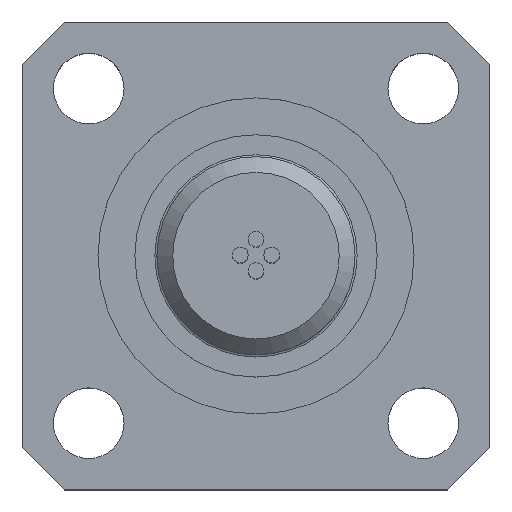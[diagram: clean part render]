
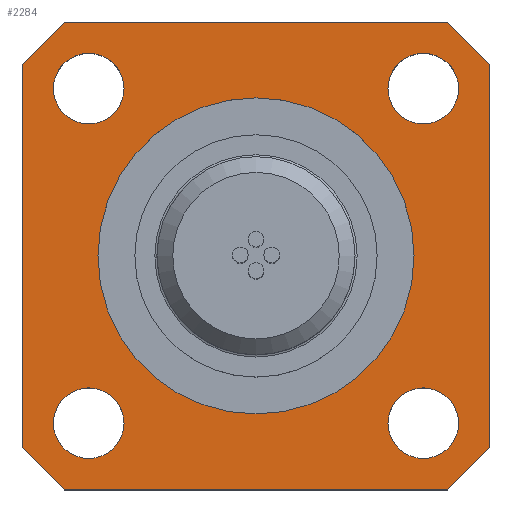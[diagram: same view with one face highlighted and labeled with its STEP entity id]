
A CAD part, top view. The second image highlights one B-rep face of the part: STEP entity #2284.
In plain terms, the highlighted planar face has unit normal (0, 0, 1).
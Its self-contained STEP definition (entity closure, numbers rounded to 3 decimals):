
#133=LINE($,#3147,#309);
#139=LINE($,#3158,#315);
#146=LINE($,#3184,#322);
#149=LINE($,#3189,#325);
#151=LINE($,#3193,#327);
#153=LINE($,#3197,#329);
#155=LINE($,#3200,#331);
#156=LINE($,#3201,#332);
#309=VECTOR($,#2631,5.657);
#315=VECTOR($,#2639,36.4);
#322=VECTOR($,#2660,5.657);
#325=VECTOR($,#2665,36.4);
#327=VECTOR($,#2669,5.657);
#329=VECTOR($,#2673,5.657);
#331=VECTOR($,#2677,36.4);
#332=VECTOR($,#2678,36.4);
#496=PLANE($,#2450);
#568=FACE_BOUND($,#798,.T.);
#569=FACE_BOUND($,#799,.T.);
#570=FACE_BOUND($,#800,.T.);
#571=FACE_BOUND($,#801,.T.);
#572=FACE_BOUND($,#802,.T.);
#643=FACE_OUTER_BOUND($,#797,.T.);
#797=EDGE_LOOP($,(#1633,#1634,#1635,#1636,#1637,#1638,#1639,#1640));
#798=EDGE_LOOP($,(#1641));
#799=EDGE_LOOP($,(#1642));
#800=EDGE_LOOP($,(#1643));
#801=EDGE_LOOP($,(#1644));
#802=EDGE_LOOP($,(#1645));
#1001=CIRCLE($,#2451,15.);
#1002=CIRCLE($,#2452,3.35);
#1003=CIRCLE($,#2453,3.35);
#1004=CIRCLE($,#2454,3.35);
#1005=CIRCLE($,#2455,3.35);
#1057=VERTEX_POINT($,#3145);
#1058=VERTEX_POINT($,#3146);
#1062=VERTEX_POINT($,#3156);
#1073=VERTEX_POINT($,#3182);
#1074=VERTEX_POINT($,#3183);
#1075=VERTEX_POINT($,#3188);
#1076=VERTEX_POINT($,#3192);
#1077=VERTEX_POINT($,#3196);
#1078=VERTEX_POINT($,#3202);
#1079=VERTEX_POINT($,#3204);
#1080=VERTEX_POINT($,#3206);
#1081=VERTEX_POINT($,#3208);
#1082=VERTEX_POINT($,#3210);
#1282=EDGE_CURVE($,#1057,#1058,#133,.T.);
#1288=EDGE_CURVE($,#1062,#1057,#139,.T.);
#1300=EDGE_CURVE($,#1073,#1074,#146,.T.);
#1303=EDGE_CURVE($,#1074,#1075,#149,.T.);
#1305=EDGE_CURVE($,#1075,#1076,#151,.T.);
#1307=EDGE_CURVE($,#1077,#1062,#153,.T.);
#1309=EDGE_CURVE($,#1076,#1077,#155,.T.);
#1310=EDGE_CURVE($,#1058,#1073,#156,.T.);
#1311=EDGE_CURVE($,#1078,#1078,#1001,.T.);
#1312=EDGE_CURVE($,#1079,#1079,#1002,.T.);
#1313=EDGE_CURVE($,#1080,#1080,#1003,.T.);
#1314=EDGE_CURVE($,#1081,#1081,#1004,.T.);
#1315=EDGE_CURVE($,#1082,#1082,#1005,.T.);
#1633=ORIENTED_EDGE($,*,*,#1282,.F.);
#1634=ORIENTED_EDGE($,*,*,#1288,.F.);
#1635=ORIENTED_EDGE($,*,*,#1307,.F.);
#1636=ORIENTED_EDGE($,*,*,#1309,.F.);
#1637=ORIENTED_EDGE($,*,*,#1305,.F.);
#1638=ORIENTED_EDGE($,*,*,#1303,.F.);
#1639=ORIENTED_EDGE($,*,*,#1300,.F.);
#1640=ORIENTED_EDGE($,*,*,#1310,.F.);
#1641=ORIENTED_EDGE($,*,*,#1311,.T.);
#1642=ORIENTED_EDGE($,*,*,#1312,.T.);
#1643=ORIENTED_EDGE($,*,*,#1313,.T.);
#1644=ORIENTED_EDGE($,*,*,#1314,.T.);
#1645=ORIENTED_EDGE($,*,*,#1315,.T.);
#2284=ADVANCED_FACE($,(#643,#568,#569,#570,#571,#572),#496,.T.);
#2450=AXIS2_PLACEMENT_3D($,#3199,#2675,#2676);
#2451=AXIS2_PLACEMENT_3D($,#3203,#2679,#2680);
#2452=AXIS2_PLACEMENT_3D($,#3205,#2681,#2682);
#2453=AXIS2_PLACEMENT_3D($,#3207,#2683,#2684);
#2454=AXIS2_PLACEMENT_3D($,#3209,#2685,#2686);
#2455=AXIS2_PLACEMENT_3D($,#3211,#2687,#2688);
#2631=DIRECTION($,(0.707,0.707,0.));
#2639=DIRECTION($,(0.,1.,0.));
#2660=DIRECTION($,(0.707,-0.707,0.));
#2665=DIRECTION($,(0.,-1.,0.));
#2669=DIRECTION($,(-0.707,-0.707,0.));
#2673=DIRECTION($,(-0.707,0.707,0.));
#2675=DIRECTION('center_axis',(0.,0.,1.));
#2676=DIRECTION('ref_axis',(1.,0.,0.));
#2677=DIRECTION($,(-1.,0.,0.));
#2678=DIRECTION($,(1.,0.,0.));
#2679=DIRECTION('center_axis',(0.,0.,-1.));
#2680=DIRECTION('ref_axis',(-1.,0.,0.));
#2681=DIRECTION('center_axis',(0.,0.,-1.));
#2682=DIRECTION('ref_axis',(1.,0.,0.));
#2683=DIRECTION('center_axis',(0.,0.,-1.));
#2684=DIRECTION('ref_axis',(0.,1.,0.));
#2685=DIRECTION('center_axis',(0.,0.,-1.));
#2686=DIRECTION('ref_axis',(-1.,0.,0.));
#2687=DIRECTION('center_axis',(0.,0.,-1.));
#2688=DIRECTION('ref_axis',(0.,-1.,0.));
#3145=CARTESIAN_POINT('',(-22.2,18.2,9.5));
#3146=CARTESIAN_POINT('',(-18.2,22.2,9.5));
#3147=CARTESIAN_POINT($,(-20.2,20.2,9.5));
#3156=CARTESIAN_POINT('',(-22.2,-18.2,9.5));
#3158=CARTESIAN_POINT($,(-22.2,-22.2,9.5));
#3182=CARTESIAN_POINT('',(18.2,22.2,9.5));
#3183=CARTESIAN_POINT('',(22.2,18.2,9.5));
#3184=CARTESIAN_POINT($,(20.2,20.2,9.5));
#3188=CARTESIAN_POINT('',(22.2,-18.2,9.5));
#3189=CARTESIAN_POINT($,(22.2,22.2,9.5));
#3192=CARTESIAN_POINT('',(18.2,-22.2,9.5));
#3193=CARTESIAN_POINT($,(20.2,-20.2,9.5));
#3196=CARTESIAN_POINT('',(-18.2,-22.2,9.5));
#3197=CARTESIAN_POINT($,(-20.2,-20.2,9.5));
#3199=CARTESIAN_POINT('Origin',(0.,0.,9.5));
#3200=CARTESIAN_POINT($,(22.2,-22.2,9.5));
#3201=CARTESIAN_POINT($,(-22.2,22.2,9.5));
#3202=CARTESIAN_POINT('',(15.,0.,9.5));
#3203=CARTESIAN_POINT('Origin',(0.,0.,9.5));
#3204=CARTESIAN_POINT('',(12.525,15.875,9.5));
#3205=CARTESIAN_POINT('Origin',(15.875,15.875,9.5));
#3206=CARTESIAN_POINT('',(-15.875,12.525,9.5));
#3207=CARTESIAN_POINT('Origin',(-15.875,15.875,9.5));
#3208=CARTESIAN_POINT('',(-12.525,-15.875,9.5));
#3209=CARTESIAN_POINT('Origin',(-15.875,-15.875,9.5));
#3210=CARTESIAN_POINT('',(15.875,-12.525,9.5));
#3211=CARTESIAN_POINT('Origin',(15.875,-15.875,9.5));
